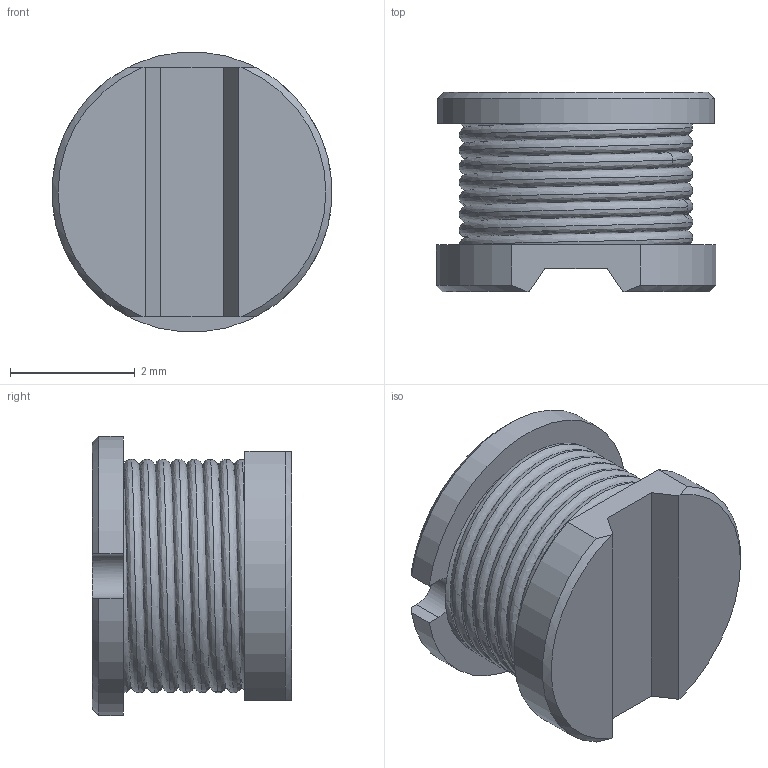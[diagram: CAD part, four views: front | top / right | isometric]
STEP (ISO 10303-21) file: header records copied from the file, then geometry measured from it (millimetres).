
FILE_DESCRIPTION((''),'2;1');
FILE_NAME('SDR0403','2012-07-09T',('ryans'),('Bourns, Inc.'),'PRO/ENGINEER BY PARAMETRIC TECHNOLOGY CORPORATION, 2010100','PRO/ENGINEER BY PARAMETRIC TECHNOLOGY CORPORATION, 2010100','');
FILE_SCHEMA(('CONFIG_CONTROL_DESIGN'));
Length unit declared in the file: millimetre
Products named in the file (1): SDR0403
Bounding box: 4.48 x 3.2 x 4.48 mm (x, y, z)
Volume: 21.3 mm3; surface area: 141.8 mm2
Topology: 1 solids, 1 shells, 35 faces, 90 edges, 56 vertices
Faces by surface type: plane 19, cylinder 6, bspline 6, cone 4
Entity records: 6918 total; most frequent: CARTESIAN_POINT 6089, ORIENTED_EDGE 180, DIRECTION 138, EDGE_CURVE 90, VERTEX_POINT 56, AXIS2_PLACEMENT_3D 51, VECTOR 36, LINE 36
